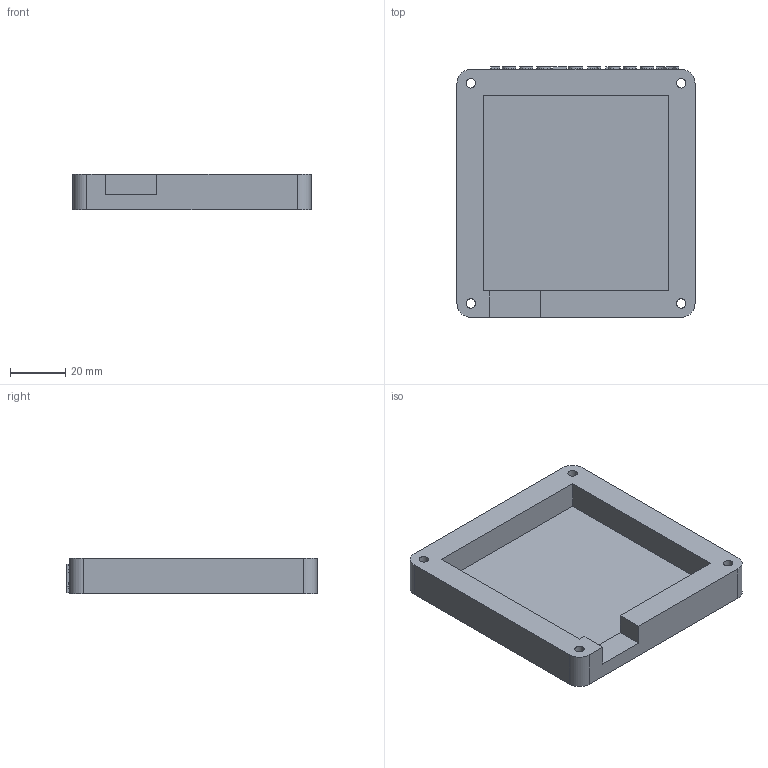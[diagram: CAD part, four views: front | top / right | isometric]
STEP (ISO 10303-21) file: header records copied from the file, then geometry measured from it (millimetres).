
FILE_DESCRIPTION(('FreeCAD Model'),'2;1');
FILE_NAME('Open CASCADE Shape Model','2025-02-16T11:57:42',(''),(''), 'Open CASCADE STEP processor 7.6','FreeCAD','Unknown');
FILE_SCHEMA(('AUTOMOTIVE_DESIGN { 1 0 10303 214 1 1 1 1 }'));
Length unit declared in the file: millimetre
Products named in the file (3): wasdup_bottom; Body; Extrude
Assembly tree (2 placements, depth 2):
  wasdup_bottom
    Body
    Extrude
Bounding box: 86 x 90.5 x 13 mm (x, y, z)
Volume: 50676.8 mm3; surface area: 23687.7 mm2
Topology: 13 solids, 13 shells, 368 faces, 1009 edges, 666 vertices
Faces by surface type: extrusion 232, plane 124, cylinder 12
Full cylindrical faces by diameter (mm): 3.4 x4, 6 x4
Entity records: 12096 total; most frequent: CARTESIAN_POINT 3438, ORIENTED_EDGE 2028, DIRECTION 1079, EDGE_CURVE 1009, VECTOR 753, B_SPLINE_CURVE_WITH_KNOTS 696, VERTEX_POINT 666, LINE 521
